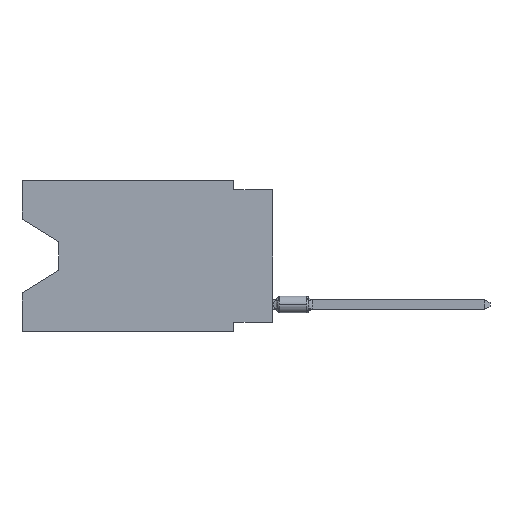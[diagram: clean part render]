
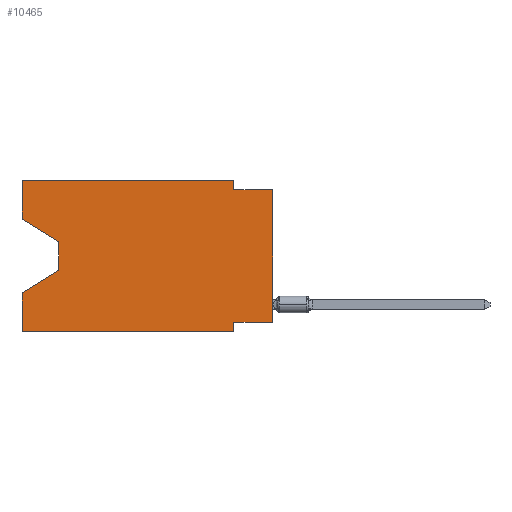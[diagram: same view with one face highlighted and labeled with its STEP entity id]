
A CAD part, left-side view. The second image highlights one B-rep face of the part: STEP entity #10465.
In plain terms, the highlighted planar face has unit normal (-1, 0, 0).
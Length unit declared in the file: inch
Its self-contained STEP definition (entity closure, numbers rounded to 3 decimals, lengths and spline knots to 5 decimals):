
#151 = VECTOR ( 'NONE', #7510, 39.37008 ) ;
#188 = VECTOR ( 'NONE', #4568, 39.37008 ) ;
#210 = LINE ( 'NONE', #13142, #8876 ) ;
#439 = CARTESIAN_POINT ( 'NONE',  ( 0., 0.645, 0. ) ) ;
#461 = DIRECTION ( 'NONE',  ( 0., -1., 0. ) ) ;
#642 = LINE ( 'NONE', #16646, #12437 ) ;
#831 = CARTESIAN_POINT ( 'NONE',  ( 0., 0.1, -0.025 ) ) ;
#1014 = FACE_OUTER_BOUND ( 'NONE', #2502, .T. ) ;
#1146 = VERTEX_POINT ( 'NONE', #5261 ) ;
#1281 = DIRECTION ( 'NONE',  ( 0., -0.855, -0.519 ) ) ;
#1297 = VECTOR ( 'NONE', #1281, 39.37008 ) ;
#1422 = CARTESIAN_POINT ( 'NONE',  ( 0., 0.1, 0. ) ) ;
#1855 = ORIENTED_EDGE ( 'NONE', *, *, #14469, .T. ) ;
#2113 = ORIENTED_EDGE ( 'NONE', *, *, #12346, .T. ) ;
#2180 = VECTOR ( 'NONE', #11369, 39.37008 ) ;
#2294 = CARTESIAN_POINT ( 'NONE',  ( 0., 0., 0. ) ) ;
#2502 = EDGE_LOOP ( 'NONE', ( #1855, #3246, #6201, #12869, #14031, #5083, #5971, #2113, #5418, #12954, #4512, #16545 ) ) ;
#2563 = DIRECTION ( 'NONE',  ( 0., 0.855, -0.519 ) ) ;
#2780 = CARTESIAN_POINT ( 'NONE',  ( 0., 0.645, -0.39 ) ) ;
#2867 = VERTEX_POINT ( 'NONE', #11743 ) ;
#3145 = VERTEX_POINT ( 'NONE', #9936 ) ;
#3246 = ORIENTED_EDGE ( 'NONE', *, *, #6106, .T. ) ;
#3695 = CARTESIAN_POINT ( 'NONE',  ( 0., 0.645, 0. ) ) ;
#4257 = CARTESIAN_POINT ( 'NONE',  ( 0., 0., -0.365 ) ) ;
#4512 = ORIENTED_EDGE ( 'NONE', *, *, #4648, .F. ) ;
#4568 = DIRECTION ( 'NONE',  ( 0., 0., -1. ) ) ;
#4648 = EDGE_CURVE ( 'NONE', #16295, #5507, #210, .T. ) ;
#4789 = LINE ( 'NONE', #7267, #14438 ) ;
#4800 = VECTOR ( 'NONE', #2563, 39.37008 ) ;
#5083 = ORIENTED_EDGE ( 'NONE', *, *, #11475, .F. ) ;
#5261 = CARTESIAN_POINT ( 'NONE',  ( 0., 0.645, -0.10025 ) ) ;
#5418 = ORIENTED_EDGE ( 'NONE', *, *, #16796, .F. ) ;
#5507 = VERTEX_POINT ( 'NONE', #1422 ) ;
#5968 = DIRECTION ( 'NONE',  ( 0., 0., 1. ) ) ;
#5971 = ORIENTED_EDGE ( 'NONE', *, *, #12645, .F. ) ;
#6106 = EDGE_CURVE ( 'NONE', #10610, #10783, #12711, .T. ) ;
#6201 = ORIENTED_EDGE ( 'NONE', *, *, #12026, .T. ) ;
#6228 = LINE ( 'NONE', #16512, #2180 ) ;
#6235 = PLANE ( 'NONE',  #11038 ) ;
#6716 = DIRECTION ( 'NONE',  ( 0., -1., 0. ) ) ;
#6766 = CARTESIAN_POINT ( 'NONE',  ( 0., 0.55, -0.232 ) ) ;
#7267 = CARTESIAN_POINT ( 'NONE',  ( 0., 0.645, 0. ) ) ;
#7510 = DIRECTION ( 'NONE',  ( 0., 0., 1. ) ) ;
#7801 = LINE ( 'NONE', #13025, #1297 ) ;
#8066 = VECTOR ( 'NONE', #16308, 39.37008 ) ;
#8285 = EDGE_CURVE ( 'NONE', #10329, #10646, #14665, .T. ) ;
#8502 = CARTESIAN_POINT ( 'NONE',  ( 0., 0.55, -0.158 ) ) ;
#8514 = VECTOR ( 'NONE', #10041, 39.37008 ) ;
#8876 = VECTOR ( 'NONE', #6716, 39.37008 ) ;
#8897 = DIRECTION ( 'NONE',  ( 1., 0., 0. ) ) ;
#9733 = CARTESIAN_POINT ( 'NONE',  ( 0., 0.645, 0. ) ) ;
#9936 = CARTESIAN_POINT ( 'NONE',  ( 0., 0.645, -0.28975 ) ) ;
#10041 = DIRECTION ( 'NONE',  ( 0., 0., -1. ) ) ;
#10329 = VERTEX_POINT ( 'NONE', #10338 ) ;
#10338 = CARTESIAN_POINT ( 'NONE',  ( 0., 0.645, -0.39 ) ) ;
#10465 = ADVANCED_FACE ( 'NONE', ( #1014 ), #6235, .F. ) ;
#10610 = VERTEX_POINT ( 'NONE', #8502 ) ;
#10646 = VERTEX_POINT ( 'NONE', #13651 ) ;
#10783 = VERTEX_POINT ( 'NONE', #6766 ) ;
#11020 = LINE ( 'NONE', #9733, #11355 ) ;
#11038 = AXIS2_PLACEMENT_3D ( 'NONE', #3695, #8897, #13000 ) ;
#11309 = LINE ( 'NONE', #15177, #188 ) ;
#11355 = VECTOR ( 'NONE', #5968, 39.37008 ) ;
#11369 = DIRECTION ( 'NONE',  ( 0., -1., 0. ) ) ;
#11475 = EDGE_CURVE ( 'NONE', #2867, #10646, #642, .T. ) ;
#11743 = CARTESIAN_POINT ( 'NONE',  ( 0., 0.1, -0.365 ) ) ;
#11749 = CARTESIAN_POINT ( 'NONE',  ( 0., 0., -0.365 ) ) ;
#12026 = EDGE_CURVE ( 'NONE', #10783, #3145, #15572, .T. ) ;
#12065 = VECTOR ( 'NONE', #461, 39.37008 ) ;
#12301 = EDGE_CURVE ( 'NONE', #1146, #16295, #11020, .T. ) ;
#12346 = EDGE_CURVE ( 'NONE', #12925, #12677, #14015, .T. ) ;
#12377 = CARTESIAN_POINT ( 'NONE',  ( 0., 0., -0.025 ) ) ;
#12437 = VECTOR ( 'NONE', #15023, 39.37008 ) ;
#12645 = EDGE_CURVE ( 'NONE', #12925, #2867, #14940, .T. ) ;
#12677 = VERTEX_POINT ( 'NONE', #12377 ) ;
#12711 = LINE ( 'NONE', #13904, #8514 ) ;
#12869 = ORIENTED_EDGE ( 'NONE', *, *, #16820, .F. ) ;
#12925 = VERTEX_POINT ( 'NONE', #11749 ) ;
#12954 = ORIENTED_EDGE ( 'NONE', *, *, #13098, .F. ) ;
#13000 = DIRECTION ( 'NONE',  ( 0., 0., -1. ) ) ;
#13025 = CARTESIAN_POINT ( 'NONE',  ( 0., 0.645, -0.10025 ) ) ;
#13098 = EDGE_CURVE ( 'NONE', #5507, #15762, #11309, .T. ) ;
#13142 = CARTESIAN_POINT ( 'NONE',  ( 0., 0.645, 0. ) ) ;
#13651 = CARTESIAN_POINT ( 'NONE',  ( 0., 0.1, -0.39 ) ) ;
#13904 = CARTESIAN_POINT ( 'NONE',  ( 0., 0.55, -0.158 ) ) ;
#14015 = LINE ( 'NONE', #2294, #151 ) ;
#14031 = ORIENTED_EDGE ( 'NONE', *, *, #8285, .T. ) ;
#14438 = VECTOR ( 'NONE', #16684, 39.37008 ) ;
#14469 = EDGE_CURVE ( 'NONE', #1146, #10610, #7801, .T. ) ;
#14665 = LINE ( 'NONE', #2780, #12065 ) ;
#14940 = LINE ( 'NONE', #4257, #8066 ) ;
#15023 = DIRECTION ( 'NONE',  ( 0., 0., -1. ) ) ;
#15177 = CARTESIAN_POINT ( 'NONE',  ( 0., 0.1, 0. ) ) ;
#15572 = LINE ( 'NONE', #15655, #4800 ) ;
#15655 = CARTESIAN_POINT ( 'NONE',  ( 0., 0.55, -0.232 ) ) ;
#15762 = VERTEX_POINT ( 'NONE', #831 ) ;
#16295 = VERTEX_POINT ( 'NONE', #439 ) ;
#16308 = DIRECTION ( 'NONE',  ( 0., 1., 0. ) ) ;
#16512 = CARTESIAN_POINT ( 'NONE',  ( 0., 0., -0.025 ) ) ;
#16545 = ORIENTED_EDGE ( 'NONE', *, *, #12301, .F. ) ;
#16646 = CARTESIAN_POINT ( 'NONE',  ( 0., 0.1, -0.39 ) ) ;
#16684 = DIRECTION ( 'NONE',  ( 0., 0., 1. ) ) ;
#16796 = EDGE_CURVE ( 'NONE', #15762, #12677, #6228, .T. ) ;
#16820 = EDGE_CURVE ( 'NONE', #10329, #3145, #4789, .T. ) ;
